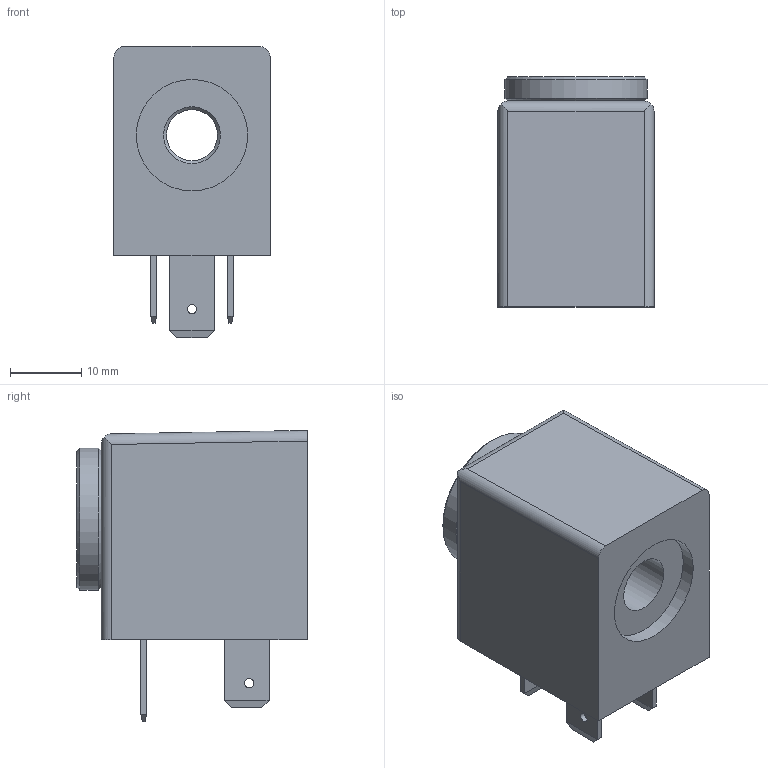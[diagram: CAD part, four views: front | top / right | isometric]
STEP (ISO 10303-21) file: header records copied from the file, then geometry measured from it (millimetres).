
FILE_DESCRIPTION(/* description */ ('STEP AP214'),/* implementation_level */ '2;1');
FILE_NAME(/* name */ '34411_MSFG-24_42-50_60-OD',/* time_stamp */ '2024-09-10T13:05:13+02:00',/* author */ ('License CC BY-ND 4.0'),/* organization */ ('CADENAS'),/* preprocessor_version */ 'ST-DEVELOPER v19.3',/* originating_system */ 'PARTsolutions',/* authorisation */ ' ');
FILE_SCHEMA (('AUTOMOTIVE_DESIGN {1 0 10303 214 3 1 1}'));
Length unit declared in the file: millimetre
Products named in the file (4): 34411 MSFG-24/42-50/60-OD---(0); 320411 MSFG-24/42-50/60-OD---(P); DIN-137 A 8; 209407 M8X0,75
Assembly tree (3 placements, depth 2):
  34411 MSFG-24/42-50/60-OD---(0)
    320411 MSFG-24/42-50/60-OD---(P)
    DIN-137 A 8
    209407 M8X0,75
Bounding box: 22 x 32.4 x 41 mm (x, y, z)
Volume: 17742.2 mm3; surface area: 6459.9 mm2
Topology: 3 solids, 3 shells, 72 faces, 162 edges, 103 vertices
Faces by surface type: plane 45, cylinder 20, cone 6, torus 1
Full cylindrical faces by diameter (mm): 1.3 x3, 2.459 x1, 7.188 x1, 8 x1, 8.4 x1, 15 x1, 15.7 x2, 20 x1
Entity records: 2406 total; most frequent: DIRECTION 335, CARTESIAN_POINT 330, ORIENTED_EDGE 280, EDGE_CURVE 140, AXIS2_PLACEMENT_3D 121, FACE_BOUND 110, EDGE_LOOP 109, VERTEX_POINT 100
